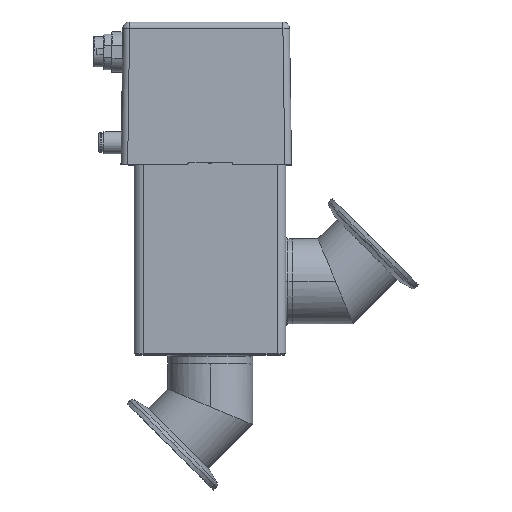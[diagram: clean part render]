
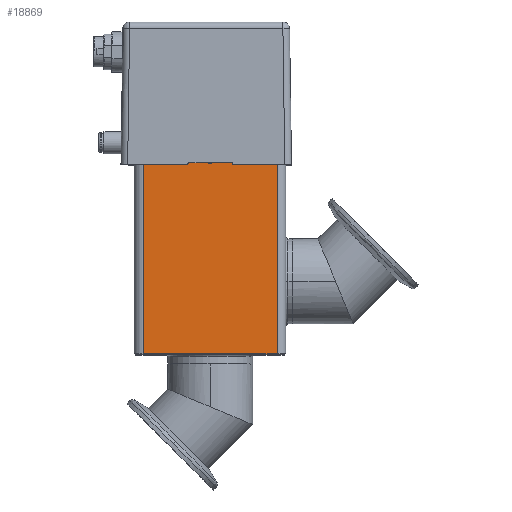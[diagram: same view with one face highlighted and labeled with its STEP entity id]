
A CAD part, top view. The second image highlights one B-rep face of the part: STEP entity #18869.
In plain terms, the highlighted planar face has unit normal (0, 0, 1).
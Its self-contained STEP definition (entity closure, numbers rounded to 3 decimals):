
#2179 = VERTEX_POINT ( 'NONE', #33420 ) ;
#2424 = DIRECTION ( 'NONE',  ( 1., 0., 0. ) ) ;
#3034 = EDGE_CURVE ( 'NONE', #9840, #42173, #60631, .T. ) ;
#4281 = VERTEX_POINT ( 'NONE', #43147 ) ;
#4900 = DIRECTION ( 'NONE',  ( 1., 0., 0. ) ) ;
#8114 = DIRECTION ( 'NONE',  ( -1., 0., 0. ) ) ;
#8399 = AXIS2_PLACEMENT_3D ( 'NONE', #60536, #12190, #2424 ) ;
#9601 = ORIENTED_EDGE ( 'NONE', *, *, #42652, .T. ) ;
#9840 = VERTEX_POINT ( 'NONE', #53061 ) ;
#10643 = CARTESIAN_POINT ( 'NONE',  ( -0.75, 76.246, 34. ) ) ;
#11163 = VERTEX_POINT ( 'NONE', #35826 ) ;
#12190 = DIRECTION ( 'NONE',  ( 0., 0., 1. ) ) ;
#13193 = VECTOR ( 'NONE', #4900, 1000. ) ;
#18149 = VECTOR ( 'NONE', #62256, 1000. ) ;
#18869 = ADVANCED_FACE ( 'NONE', ( #60218 ), #21372, .T. ) ;
#19801 = VECTOR ( 'NONE', #41847, 1000. ) ;
#21372 = PLANE ( 'NONE',  #8399 ) ;
#23385 = LINE ( 'NONE', #47709, #18149 ) ;
#25163 = DIRECTION ( 'NONE',  ( 0., -1., 0. ) ) ;
#25858 = CARTESIAN_POINT ( 'NONE',  ( -30., 75.746, 34. ) ) ;
#25916 = DIRECTION ( 'NONE',  ( -1., 0., 0. ) ) ;
#26585 = VERTEX_POINT ( 'NONE', #25858 ) ;
#26846 = CARTESIAN_POINT ( 'NONE',  ( -30., 75.746, 34. ) ) ;
#26969 = VECTOR ( 'NONE', #25916, 1000. ) ;
#28065 = VERTEX_POINT ( 'NONE', #60229 ) ;
#31122 = ORIENTED_EDGE ( 'NONE', *, *, #59868, .T. ) ;
#31776 = CARTESIAN_POINT ( 'NONE',  ( -30., 75.746, 34. ) ) ;
#31842 = CARTESIAN_POINT ( 'NONE',  ( 0.75, 74.546, 34. ) ) ;
#33037 = ORIENTED_EDGE ( 'NONE', *, *, #57120, .T. ) ;
#33420 = CARTESIAN_POINT ( 'NONE',  ( -30., -10.906, 34. ) ) ;
#33821 = VERTEX_POINT ( 'NONE', #35728 ) ;
#34644 = LINE ( 'NONE', #10643, #36179 ) ;
#34815 = ORIENTED_EDGE ( 'NONE', *, *, #60521, .F. ) ;
#35728 = CARTESIAN_POINT ( 'NONE',  ( 30., -10.906, 34. ) ) ;
#35826 = CARTESIAN_POINT ( 'NONE',  ( 30., 75.746, 34. ) ) ;
#36022 = LINE ( 'NONE', #26846, #26969 ) ;
#36179 = VECTOR ( 'NONE', #25163, 1000. ) ;
#36362 = CARTESIAN_POINT ( 'NONE',  ( 30., 76.246, 34. ) ) ;
#36422 = VECTOR ( 'NONE', #57767, 1000. ) ;
#37448 = CARTESIAN_POINT ( 'NONE',  ( 30., -10.906, 34. ) ) ;
#38044 = CARTESIAN_POINT ( 'NONE',  ( -30., -11.406, 34. ) ) ;
#38844 = ORIENTED_EDGE ( 'NONE', *, *, #49703, .F. ) ;
#40711 = VECTOR ( 'NONE', #61870, 1000. ) ;
#41847 = DIRECTION ( 'NONE',  ( 0., -1., 0. ) ) ;
#41917 = EDGE_CURVE ( 'NONE', #26585, #2179, #42778, .T. ) ;
#42173 = VERTEX_POINT ( 'NONE', #61360 ) ;
#42652 = EDGE_CURVE ( 'NONE', #11163, #4281, #51407, .T. ) ;
#42778 = LINE ( 'NONE', #38044, #19801 ) ;
#43020 = VECTOR ( 'NONE', #8114, 1000. ) ;
#43147 = CARTESIAN_POINT ( 'NONE',  ( 0.75, 75.746, 34. ) ) ;
#44876 = ORIENTED_EDGE ( 'NONE', *, *, #3034, .F. ) ;
#47709 = CARTESIAN_POINT ( 'NONE',  ( 0.75, 76.246, 34. ) ) ;
#49703 = EDGE_CURVE ( 'NONE', #28065, #9840, #34644, .T. ) ;
#50630 = EDGE_CURVE ( 'NONE', #33821, #11163, #58831, .T. ) ;
#51407 = LINE ( 'NONE', #31776, #43020 ) ;
#53061 = CARTESIAN_POINT ( 'NONE',  ( -0.75, 74.546, 34. ) ) ;
#53991 = EDGE_LOOP ( 'NONE', ( #34815, #44876, #38844, #33037, #59782, #31122, #54245, #9601 ) ) ;
#54245 = ORIENTED_EDGE ( 'NONE', *, *, #50630, .T. ) ;
#57120 = EDGE_CURVE ( 'NONE', #28065, #26585, #36022, .T. ) ;
#57767 = DIRECTION ( 'NONE',  ( 1., 0., 0. ) ) ;
#58831 = LINE ( 'NONE', #36362, #40711 ) ;
#59782 = ORIENTED_EDGE ( 'NONE', *, *, #41917, .T. ) ;
#59868 = EDGE_CURVE ( 'NONE', #2179, #33821, #61776, .T. ) ;
#60218 = FACE_OUTER_BOUND ( 'NONE', #53991, .T. ) ;
#60229 = CARTESIAN_POINT ( 'NONE',  ( -0.75, 75.746, 34. ) ) ;
#60521 = EDGE_CURVE ( 'NONE', #42173, #4281, #23385, .T. ) ;
#60536 = CARTESIAN_POINT ( 'NONE',  ( 0., 0., 34. ) ) ;
#60631 = LINE ( 'NONE', #31842, #36422 ) ;
#61360 = CARTESIAN_POINT ( 'NONE',  ( 0.75, 74.546, 34. ) ) ;
#61776 = LINE ( 'NONE', #37448, #13193 ) ;
#61870 = DIRECTION ( 'NONE',  ( 0., 1., 0. ) ) ;
#62256 = DIRECTION ( 'NONE',  ( 0., 1., 0. ) ) ;
